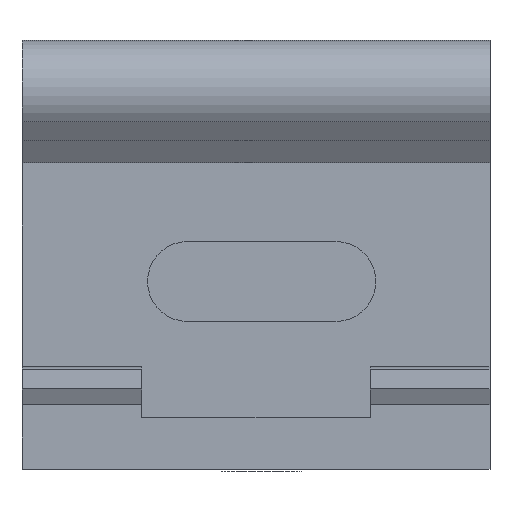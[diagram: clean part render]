
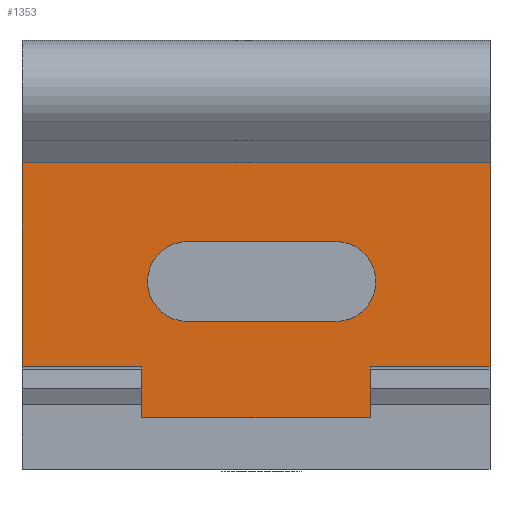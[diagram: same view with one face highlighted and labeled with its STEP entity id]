
A CAD part, front view. The second image highlights one B-rep face of the part: STEP entity #1353.
In plain terms, the highlighted planar face has unit normal (0, -1, 0).
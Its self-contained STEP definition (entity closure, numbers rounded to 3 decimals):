
#175=FACE_OUTER_BOUND('',#249,.T.);
#249=EDGE_LOOP('',(#995,#996,#997,#998));
#334=LINE('',#2065,#450);
#360=LINE('',#2132,#476);
#367=LINE('',#2149,#483);
#368=LINE('',#2150,#484);
#450=VECTOR('',#1534,1000.);
#476=VECTOR('',#1588,1000.);
#483=VECTOR('',#1603,1.);
#484=VECTOR('',#1604,1.);
#574=VERTEX_POINT('',#2062);
#575=VERTEX_POINT('',#2064);
#601=VERTEX_POINT('',#2129);
#602=VERTEX_POINT('',#2131);
#720=EDGE_CURVE('',#575,#574,#334,.T.);
#753=EDGE_CURVE('',#601,#602,#360,.T.);
#763=EDGE_CURVE('',#602,#574,#367,.T.);
#764=EDGE_CURVE('',#601,#575,#368,.T.);
#995=ORIENTED_EDGE('',*,*,#720,.T.);
#996=ORIENTED_EDGE('',*,*,#763,.F.);
#997=ORIENTED_EDGE('',*,*,#753,.F.);
#998=ORIENTED_EDGE('',*,*,#764,.T.);
#1319=PLANE('',#1441);
#1353=ADVANCED_FACE('',(#175),#1319,.T.);
#1441=AXIS2_PLACEMENT_3D('',#2148,#1601,#1602);
#1534=DIRECTION('',(0.,0.,1.));
#1588=DIRECTION('',(0.,0.,1.));
#1601=DIRECTION('center_axis',(0.,-1.,0.));
#1602=DIRECTION('ref_axis',(0.,0.,
-1.));
#1603=DIRECTION('',(1.,0.,0.));
#1604=DIRECTION('',(1.,0.,0.));
#2062=CARTESIAN_POINT('',(41.299,40.091,26.83));
#2064=CARTESIAN_POINT('',(41.299,40.091,1.5));
#2065=CARTESIAN_POINT('',(41.299,40.091,6.5));
#2129=CARTESIAN_POINT('',(0.299,40.091,1.5));
#2131=CARTESIAN_POINT('',(0.299,40.091,26.83));
#2132=CARTESIAN_POINT('',(0.299,40.091,6.5));
#2148=CARTESIAN_POINT('Origin',(41.299,40.091,6.5));
#2149=CARTESIAN_POINT('',(41.299,40.091,26.83));
#2150=CARTESIAN_POINT('',(41.299,40.091,1.5));
